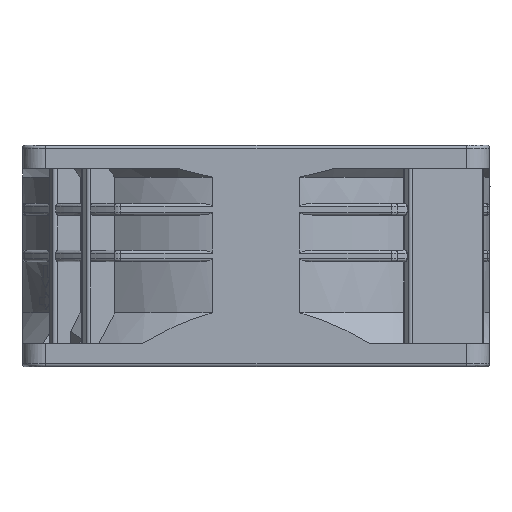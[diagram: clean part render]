
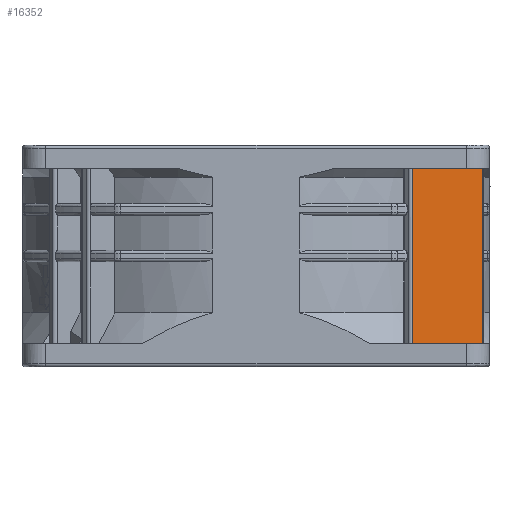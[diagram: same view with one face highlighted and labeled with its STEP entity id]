
A CAD part, front view. The second image highlights one B-rep face of the part: STEP entity #16352.
In plain terms, the highlighted planar face has unit normal (0.707, -0.707, 0).
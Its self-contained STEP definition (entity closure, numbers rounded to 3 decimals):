
#8701 = VECTOR ( 'NONE', #31934, 1000. ) ;
#8702 = VECTOR ( 'NONE', #31948, 1000. ) ;
#9212 = LINE ( 'NONE', #31933, #8701 ) ;
#9213 = LINE ( 'NONE', #31947, #8702 ) ;
#16163 = EDGE_CURVE ( 'NONE', #25422, #25235, #27102, .T. ) ;
#16164 = EDGE_CURVE ( 'NONE', #25281, #25421, #27103, .T. ) ;
#16352 = ADVANCED_FACE ( 'NONE', ( #45475 ), #44484, .F. ) ;
#17362 = ORIENTED_EDGE ( 'NONE', *, *, #16163, .T. ) ;
#17363 = ORIENTED_EDGE ( 'NONE', *, *, #16164, .T. ) ;
#17364 = ORIENTED_EDGE ( 'NONE', *, *, #23049, .F. ) ;
#17366 = ORIENTED_EDGE ( 'NONE', *, *, #23052, .F. ) ;
#17621 = EDGE_LOOP ( 'NONE', ( #17362, #17364, #17363, #17366 ) ) ;
#23049 = EDGE_CURVE ( 'NONE', #25281, #25235, #9212, .T. ) ;
#23052 = EDGE_CURVE ( 'NONE', #25422, #25421, #9213, .T. ) ;
#25235 = VERTEX_POINT ( 'NONE', #35523 ) ;
#25281 = VERTEX_POINT ( 'NONE', #35569 ) ;
#25421 = VERTEX_POINT ( 'NONE', #35709 ) ;
#25422 = VERTEX_POINT ( 'NONE', #35710 ) ;
#27102 = LINE ( 'NONE', #43594, #38236 ) ;
#27103 = LINE ( 'NONE', #43596, #38237 ) ;
#31933 = CARTESIAN_POINT ( 'NONE',  ( 26.87, -38.891, 500000. ) ) ;
#31934 = DIRECTION ( 'NONE',  ( 0., 0., 1. ) ) ;
#31947 = CARTESIAN_POINT ( 'NONE',  ( 38.891, -26.87, 500000. ) ) ;
#31948 = DIRECTION ( 'NONE',  ( 0., 0., -1. ) ) ;
#35523 = CARTESIAN_POINT ( 'NONE',  ( 26.87, -38.891, -4. ) ) ;
#35569 = CARTESIAN_POINT ( 'NONE',  ( 26.87, -38.891, -34. ) ) ;
#35709 = CARTESIAN_POINT ( 'NONE',  ( 38.891, -26.87, -34. ) ) ;
#35710 = CARTESIAN_POINT ( 'NONE',  ( 38.891, -26.87, -4. ) ) ;
#38236 = VECTOR ( 'NONE', #43595, 1000. ) ;
#38237 = VECTOR ( 'NONE', #43597, 1000. ) ;
#38382 = AXIS2_PLACEMENT_3D ( 'NONE', #44485, #44486, #44487 ) ;
#43594 = CARTESIAN_POINT ( 'NONE',  ( 38.891, -26.87, -4. ) ) ;
#43595 = DIRECTION ( 'NONE',  ( -0.707, -0.707, 0. ) ) ;
#43596 = CARTESIAN_POINT ( 'NONE',  ( 26.87, -38.891, -34. ) ) ;
#43597 = DIRECTION ( 'NONE',  ( 0.707, 0.707, 0. ) ) ;
#44484 = PLANE ( 'NONE',  #38382 ) ;
#44485 = CARTESIAN_POINT ( 'NONE',  ( 26.517, -39.244, 500000. ) ) ;
#44486 = DIRECTION ( 'NONE',  ( -0.707, 0.707, 0. ) ) ;
#44487 = DIRECTION ( 'NONE',  ( -0.707, -0.707, 0. ) ) ;
#45475 = FACE_OUTER_BOUND ( 'NONE', #17621, .T. ) ;
